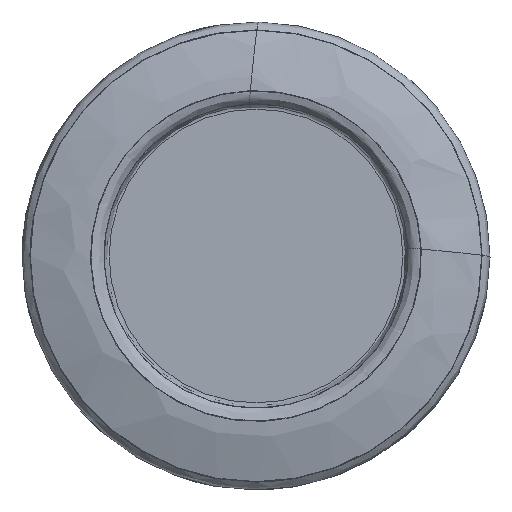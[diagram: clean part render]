
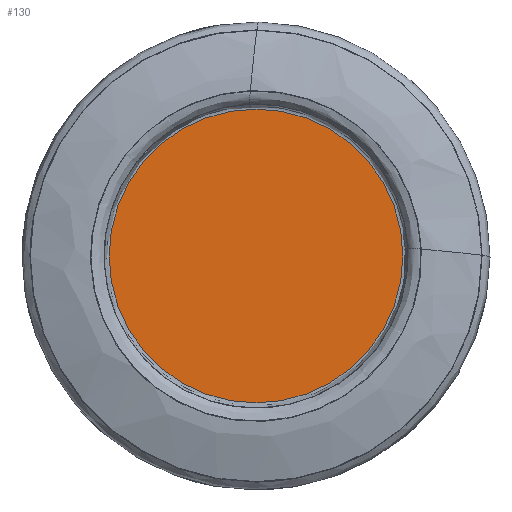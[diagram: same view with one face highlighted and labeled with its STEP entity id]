
A CAD part, left-side view. The second image highlights one B-rep face of the part: STEP entity #130.
In plain terms, the highlighted planar face has unit normal (-1, 0, 0).
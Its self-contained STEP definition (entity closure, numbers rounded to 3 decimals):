
#34=PLANE('',#661);
#130=ADVANCED_FACE('',(#203),#34,.F.);
#203=FACE_OUTER_BOUND('',#247,.T.);
#247=EDGE_LOOP('',(#446));
#300=CIRCLE('',#659,16.324);
#446=ORIENTED_EDGE('',*,*,#576,.T.);
#499=VERTEX_POINT('',#2605);
#576=EDGE_CURVE('',#499,#499,#300,.T.);
#659=AXIS2_PLACEMENT_3D('',#2604,#758,#759);
#661=AXIS2_PLACEMENT_3D('',#2607,#762,#763);
#758=DIRECTION('',(-1.,0.,0.));
#759=DIRECTION('',(0.,0.,1.));
#762=DIRECTION('',(1.,0.,0.));
#763=DIRECTION('',(0.,0.,-1.));
#2604=CARTESIAN_POINT('',(1.8,0.,0.));
#2605=CARTESIAN_POINT('',(1.8,0.,16.324));
#2607=CARTESIAN_POINT('',(1.8,16.324,0.));
